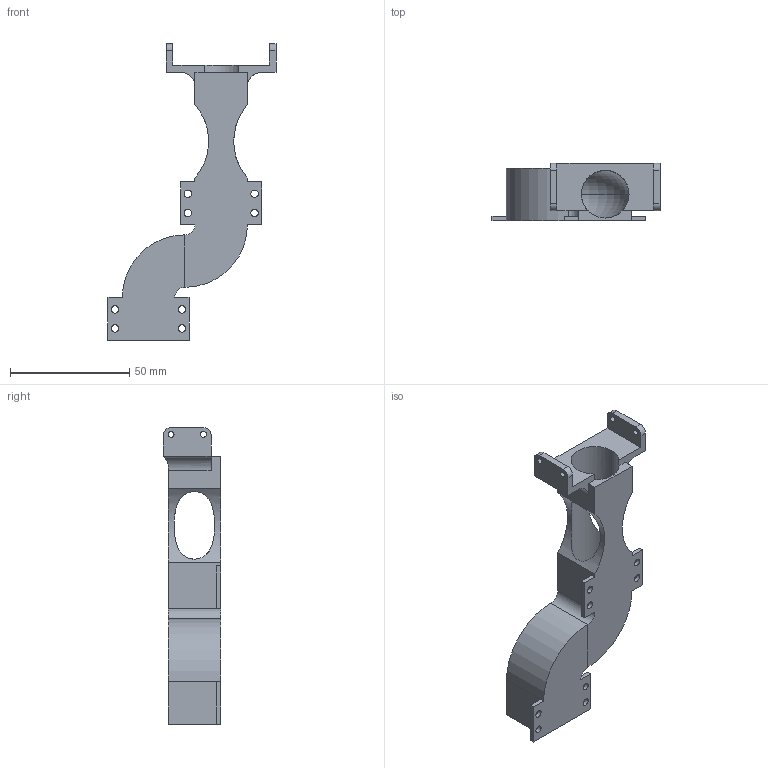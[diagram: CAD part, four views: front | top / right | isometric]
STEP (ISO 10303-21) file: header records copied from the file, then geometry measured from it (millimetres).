
FILE_DESCRIPTION (( 'STEP AP214' ), '1' );
FILE_NAME ('ammoTunnel.STEP', '2024-05-25T18:37:54', ( '' ), ( '' ), 'SwSTEP 2.0', 'SolidWorks 2022', '' );
FILE_SCHEMA (( 'AUTOMOTIVE_DESIGN' ));
Length unit declared in the file: millimetre
Products named in the file (1): ammoTunnel
Bounding box: 70.5 x 24 x 124.5 mm (x, y, z)
Volume: 22633.4 mm3; surface area: 21077 mm2
Topology: 1 solids, 1 shells, 89 faces, 257 edges, 166 vertices
Faces by surface type: cylinder 43, plane 42, torus 4
Entity records: 3321 total; most frequent: CARTESIAN_POINT 832, DIRECTION 516, ORIENTED_EDGE 514, EDGE_CURVE 257, AXIS2_PLACEMENT_3D 183, VERTEX_POINT 166, LINE 150, VECTOR 150
